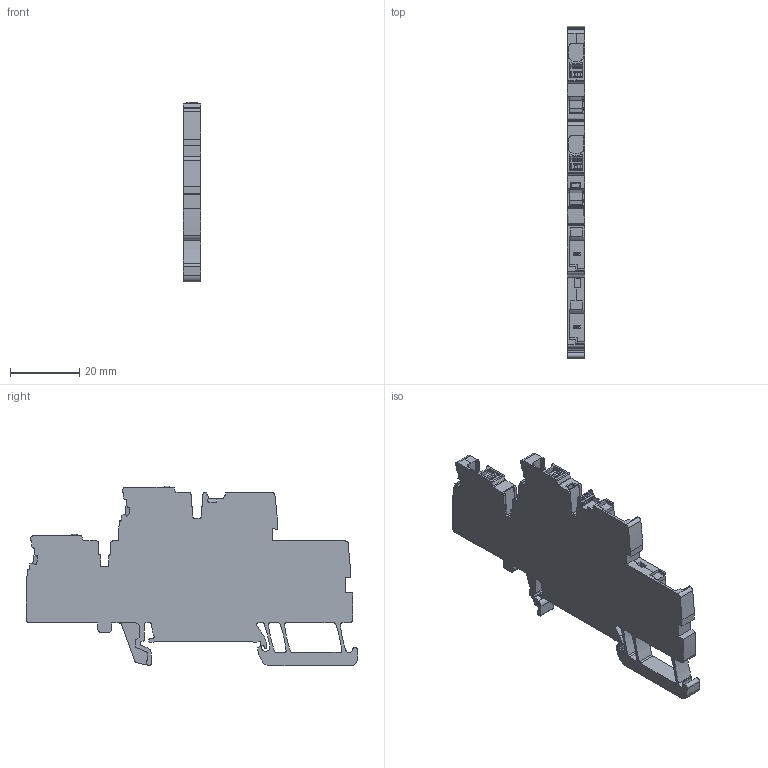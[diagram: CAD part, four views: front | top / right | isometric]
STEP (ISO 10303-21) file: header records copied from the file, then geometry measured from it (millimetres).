
FILE_DESCRIPTION(('CATIA V5 STEP Exchange','CAx-IF Rec.Pracs.--- Model Styling and Organization---1.5--- 2016-08-15','CAx-IF Rec.Pracs.---Supplemental Geometry---1.0---2011-11-01','CAx-IF Rec.Pracs.--- Composite Materials ---1.1---2010-07-15'),'2;1');
FILE_NAME ('2038824-4_2', '2025-11-10T10:21:12+00:00', ('none'), ('Weidmueller'), 'CATIA Version 5-6 Release 2024 SP4', 'CATIA V5 STEP AP214 v3', 'none');
FILE_SCHEMA(('AUTOMOTIVE_DESIGN { 1 0 10303 214 1 1 1 1 }'));
Length unit declared in the file: millimetre
Products named in the file (1): 3051910000
Bounding box: 5.1 x 95.93 x 52 mm (x, y, z)
Volume: 14522.6 mm3; surface area: 9701.5 mm2
Topology: 1 solids, 1 shells, 673 faces, 1937 edges, 1272 vertices
Faces by surface type: plane 334, cylinder 302, bspline 20, torus 15, sphere 2
Entity records: 22965 total; most frequent: CARTESIAN_POINT 5763, ORIENTED_EDGE 3870, DIRECTION 2944, EDGE_CURVE 1935, VERTEX_POINT 1272, VECTOR 1256, LINE 1256, AXIS2_PLACEMENT_3D 1105
